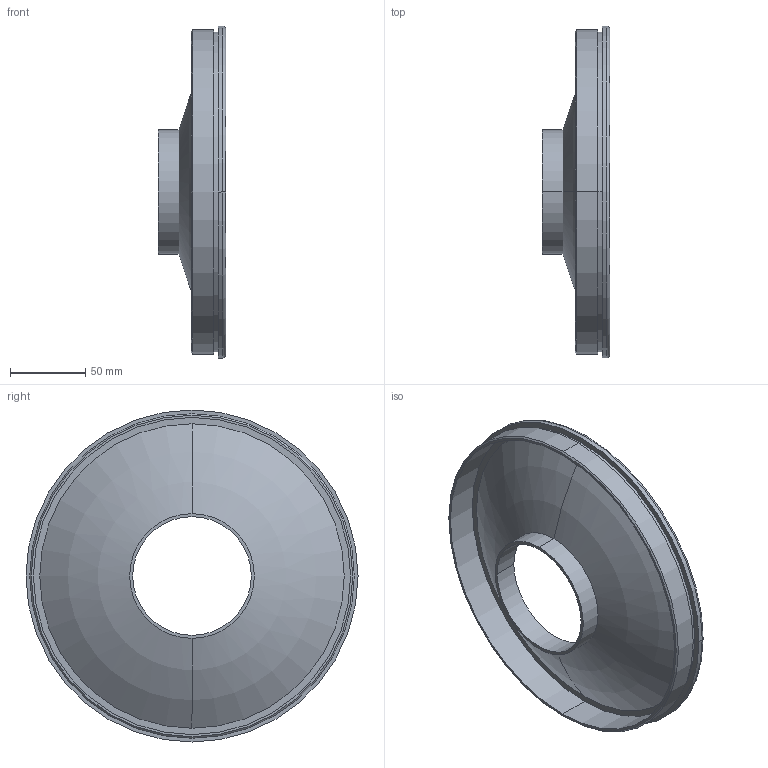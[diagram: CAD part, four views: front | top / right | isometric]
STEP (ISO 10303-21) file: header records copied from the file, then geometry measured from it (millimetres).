
FILE_DESCRIPTION((''),'2;1');
FILE_NAME('JC9','2019-10-29T',('Administrator'),(''),'PRO/ENGINEER BY PARAMETRIC TECHNOLOGY CORPORATION, 2004110','PRO/ENGINEER BY PARAMETRIC TECHNOLOGY CORPORATION, 2004110','');
FILE_SCHEMA(('CONFIG_CONTROL_DESIGN'));
Length unit declared in the file: millimetre
Products named in the file (1): JC9
Bounding box: 45 x 221 x 221 mm (x, y, z)
Volume: 122565.7 mm3; surface area: 111814.6 mm2
Topology: 1 solids, 1 shells, 26 faces, 54 edges, 34 vertices
Faces by surface type: cylinder 12, plane 6, sphere 4, cone 2, torus 2
Entity records: 752 total; most frequent: DIRECTION 146, CARTESIAN_POINT 114, ORIENTED_EDGE 108, AXIS2_PLACEMENT_3D 66, EDGE_CURVE 54, CIRCLE 40, VERTEX_POINT 34, EDGE_LOOP 32
